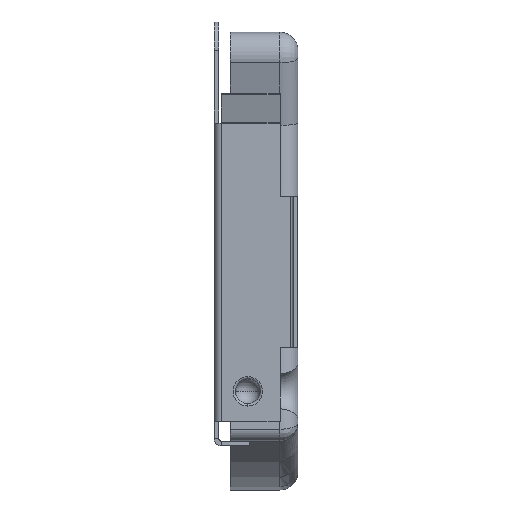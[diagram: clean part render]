
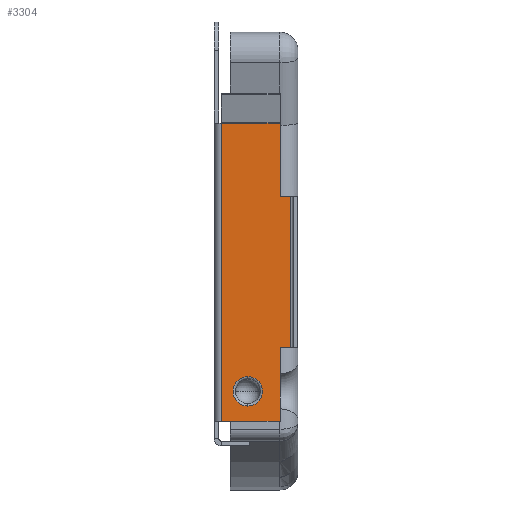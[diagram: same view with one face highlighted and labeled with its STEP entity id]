
A CAD part, left-side view. The second image highlights one B-rep face of the part: STEP entity #3304.
In plain terms, the highlighted planar face has unit normal (-1, 0, 0).
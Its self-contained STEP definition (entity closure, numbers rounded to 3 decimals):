
#67 = EDGE_CURVE ( 'NONE', #5033, #6390, #3171, .T. ) ;
#82 = VERTEX_POINT ( 'NONE', #2389 ) ;
#169 = LINE ( 'NONE', #2740, #5339 ) ;
#239 = AXIS2_PLACEMENT_3D ( 'NONE', #4411, #6469, #4458 ) ;
#242 = CARTESIAN_POINT ( 'NONE',  ( -9.35, 0.74, -4.775 ) ) ;
#319 = VERTEX_POINT ( 'NONE', #3923 ) ;
#352 = LINE ( 'NONE', #4491, #6381 ) ;
#372 = CARTESIAN_POINT ( 'NONE',  ( -9.35, 2.1, -6.6 ) ) ;
#424 = LINE ( 'NONE', #2044, #2978 ) ;
#489 = CARTESIAN_POINT ( 'NONE',  ( -9.35, 0.74, 4.65 ) ) ;
#515 = CARTESIAN_POINT ( 'NONE',  ( -9.35, 0.74, -4.775 ) ) ;
#816 = DIRECTION ( 'NONE',  ( 0., 0., 1. ) ) ;
#847 = LINE ( 'NONE', #3396, #4269 ) ;
#933 = VECTOR ( 'NONE', #2797, 1000. ) ;
#934 = DIRECTION ( 'NONE',  ( 0., -1., 0. ) ) ;
#935 = ORIENTED_EDGE ( 'NONE', *, *, #1799, .T. ) ;
#962 = VERTEX_POINT ( 'NONE', #2996 ) ;
#1166 = LINE ( 'NONE', #5876, #933 ) ;
#1479 = ORIENTED_EDGE ( 'NONE', *, *, #3613, .F. ) ;
#1493 = LINE ( 'NONE', #489, #2605 ) ;
#1565 = EDGE_CURVE ( 'NONE', #962, #3433, #6145, .T. ) ;
#1650 = DIRECTION ( 'NONE',  ( 0., 0., 1. ) ) ;
#1761 = ORIENTED_EDGE ( 'NONE', *, *, #2003, .T. ) ;
#1768 = VERTEX_POINT ( 'NONE', #2852 ) ;
#1799 = EDGE_CURVE ( 'NONE', #4158, #3433, #847, .T. ) ;
#1920 = CARTESIAN_POINT ( 'NONE',  ( -9.35, 3.21, 4.65 ) ) ;
#2003 = EDGE_CURVE ( 'NONE', #5636, #1768, #352, .T. ) ;
#2044 = CARTESIAN_POINT ( 'NONE',  ( -9.35, 0.74, -7.85 ) ) ;
#2085 = EDGE_LOOP ( 'NONE', ( #3036, #4042 ) ) ;
#2151 = CARTESIAN_POINT ( 'NONE',  ( -9.35, 0.74, 4.65 ) ) ;
#2159 = PLANE ( 'NONE',  #3646 ) ;
#2338 = CARTESIAN_POINT ( 'NONE',  ( -9.35, 0.3, 1.575 ) ) ;
#2364 = DIRECTION ( 'NONE',  ( 0., 0., 1. ) ) ;
#2385 = EDGE_CURVE ( 'NONE', #82, #319, #2900, .T. ) ;
#2389 = CARTESIAN_POINT ( 'NONE',  ( -9.35, 2.1, -7.217 ) ) ;
#2605 = VECTOR ( 'NONE', #934, 1000. ) ;
#2671 = EDGE_CURVE ( 'NONE', #3703, #962, #424, .T. ) ;
#2697 = DIRECTION ( 'NONE',  ( 0., 1., 0. ) ) ;
#2740 = CARTESIAN_POINT ( 'NONE',  ( -9.35, 3.31, -7.85 ) ) ;
#2797 = DIRECTION ( 'NONE',  ( 0., -1., 0. ) ) ;
#2852 = CARTESIAN_POINT ( 'NONE',  ( -9.35, 3.21, -7.85 ) ) ;
#2900 = CIRCLE ( 'NONE', #4112, 0.617 ) ;
#2951 = ORIENTED_EDGE ( 'NONE', *, *, #3263, .F. ) ;
#2978 = VECTOR ( 'NONE', #4136, 1000. ) ;
#2996 = CARTESIAN_POINT ( 'NONE',  ( -9.35, 0.74, 1.575 ) ) ;
#3036 = ORIENTED_EDGE ( 'NONE', *, *, #6227, .T. ) ;
#3079 = CARTESIAN_POINT ( 'NONE',  ( -9.35, 0.74, -7.85 ) ) ;
#3171 = LINE ( 'NONE', #4885, #5208 ) ;
#3263 = EDGE_CURVE ( 'NONE', #6390, #1768, #169, .T. ) ;
#3299 = ORIENTED_EDGE ( 'NONE', *, *, #2671, .F. ) ;
#3304 = ADVANCED_FACE ( 'NONE', ( #4162, #4618 ), #2159, .T. ) ;
#3376 = DIRECTION ( 'NONE',  ( 0., 0., -1. ) ) ;
#3396 = CARTESIAN_POINT ( 'NONE',  ( -9.35, 0.3, -4.775 ) ) ;
#3433 = VERTEX_POINT ( 'NONE', #2338 ) ;
#3613 = EDGE_CURVE ( 'NONE', #5636, #3703, #1493, .T. ) ;
#3642 = DIRECTION ( 'NONE',  ( 0., -1., 0. ) ) ;
#3646 = AXIS2_PLACEMENT_3D ( 'NONE', #515, #4695, #1650 ) ;
#3700 = CIRCLE ( 'NONE', #239, 0.617 ) ;
#3703 = VERTEX_POINT ( 'NONE', #2151 ) ;
#3923 = CARTESIAN_POINT ( 'NONE',  ( -9.35, 2.1, -5.983 ) ) ;
#3973 = EDGE_CURVE ( 'NONE', #5033, #4158, #1166, .T. ) ;
#4042 = ORIENTED_EDGE ( 'NONE', *, *, #2385, .T. ) ;
#4112 = AXIS2_PLACEMENT_3D ( 'NONE', #372, #5874, #816 ) ;
#4136 = DIRECTION ( 'NONE',  ( 0., 0., -1. ) ) ;
#4158 = VERTEX_POINT ( 'NONE', #4481 ) ;
#4162 = FACE_BOUND ( 'NONE', #2085, .T. ) ;
#4269 = VECTOR ( 'NONE', #2364, 1000. ) ;
#4411 = CARTESIAN_POINT ( 'NONE',  ( -9.35, 2.1, -6.6 ) ) ;
#4458 = DIRECTION ( 'NONE',  ( 0., 0., 1. ) ) ;
#4481 = CARTESIAN_POINT ( 'NONE',  ( -9.35, 0.3, -4.775 ) ) ;
#4491 = CARTESIAN_POINT ( 'NONE',  ( -9.35, 3.21, 0. ) ) ;
#4504 = VECTOR ( 'NONE', #3642, 1000. ) ;
#4540 = ORIENTED_EDGE ( 'NONE', *, *, #3973, .T. ) ;
#4618 = FACE_OUTER_BOUND ( 'NONE', #4721, .T. ) ;
#4695 = DIRECTION ( 'NONE',  ( -1., 0., 0. ) ) ;
#4721 = EDGE_LOOP ( 'NONE', ( #5166, #3299, #1479, #1761, #2951, #4750, #4540, #935 ) ) ;
#4750 = ORIENTED_EDGE ( 'NONE', *, *, #67, .F. ) ;
#4885 = CARTESIAN_POINT ( 'NONE',  ( -9.35, 0.74, -7.85 ) ) ;
#5033 = VERTEX_POINT ( 'NONE', #242 ) ;
#5097 = CARTESIAN_POINT ( 'NONE',  ( -9.35, 0.74, 1.575 ) ) ;
#5166 = ORIENTED_EDGE ( 'NONE', *, *, #1565, .F. ) ;
#5208 = VECTOR ( 'NONE', #3376, 1000. ) ;
#5339 = VECTOR ( 'NONE', #2697, 1000. ) ;
#5636 = VERTEX_POINT ( 'NONE', #1920 ) ;
#5874 = DIRECTION ( 'NONE',  ( 1., 0., 0. ) ) ;
#5876 = CARTESIAN_POINT ( 'NONE',  ( -9.35, 0.74, -4.775 ) ) ;
#5930 = DIRECTION ( 'NONE',  ( 0., 0., -1. ) ) ;
#6145 = LINE ( 'NONE', #5097, #4504 ) ;
#6227 = EDGE_CURVE ( 'NONE', #319, #82, #3700, .T. ) ;
#6381 = VECTOR ( 'NONE', #5930, 1000. ) ;
#6390 = VERTEX_POINT ( 'NONE', #3079 ) ;
#6469 = DIRECTION ( 'NONE',  ( 1., 0., 0. ) ) ;
